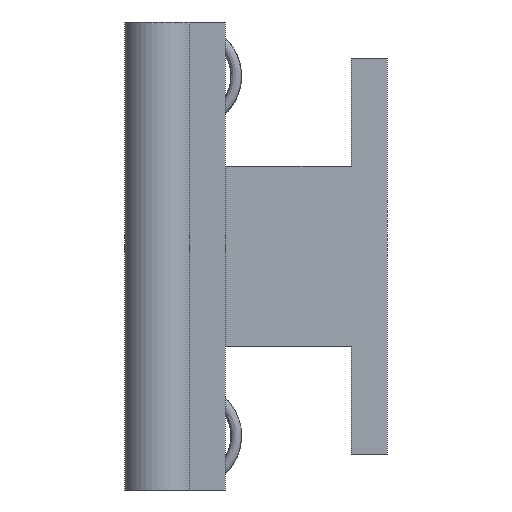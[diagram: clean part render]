
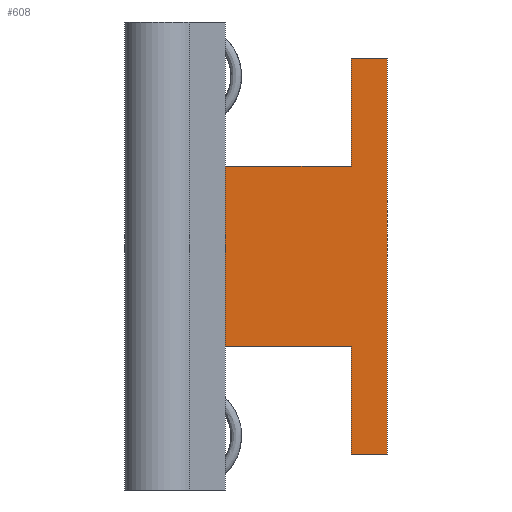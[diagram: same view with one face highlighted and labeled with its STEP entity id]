
A CAD part, left-side view. The second image highlights one B-rep face of the part: STEP entity #608.
In plain terms, the highlighted planar face has unit normal (-1, 0, 0).
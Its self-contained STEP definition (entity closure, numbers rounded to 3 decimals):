
#86=FACE_OUTER_BOUND('',#119,.T.);
#119=EDGE_LOOP('',(#504,#505,#506,#507,#508,#509,#510,#511));
#131=LINE('',#882,#191);
#139=LINE('',#897,#199);
#140=LINE('',#899,#200);
#142=LINE('',#904,#202);
#143=LINE('',#906,#203);
#180=LINE('',#1049,#240);
#181=LINE('',#1052,#241);
#182=LINE('',#1053,#242);
#191=VECTOR('',#708,10.);
#199=VECTOR('',#720,10.);
#200=VECTOR('',#723,10.);
#202=VECTOR('',#727,10.);
#203=VECTOR('',#728,10.);
#240=VECTOR('',#831,10.);
#241=VECTOR('',#834,10.);
#242=VECTOR('',#835,10.);
#250=VERTEX_POINT('',#878);
#252=VERTEX_POINT('',#881);
#256=VERTEX_POINT('',#893);
#257=VERTEX_POINT('',#895);
#259=VERTEX_POINT('',#902);
#260=VERTEX_POINT('',#905);
#297=VERTEX_POINT('',#1046);
#298=VERTEX_POINT('',#1051);
#307=EDGE_CURVE('',#250,#252,#131,.T.);
#315=EDGE_CURVE('',#256,#257,#139,.T.);
#316=EDGE_CURVE('',#252,#257,#140,.T.);
#318=EDGE_CURVE('',#250,#259,#142,.T.);
#319=EDGE_CURVE('',#260,#256,#143,.T.);
#374=EDGE_CURVE('',#297,#260,#180,.T.);
#375=EDGE_CURVE('',#297,#298,#181,.F.);
#376=EDGE_CURVE('',#298,#259,#182,.T.);
#504=ORIENTED_EDGE('',*,*,#375,.F.);
#505=ORIENTED_EDGE('',*,*,#374,.T.);
#506=ORIENTED_EDGE('',*,*,#319,.T.);
#507=ORIENTED_EDGE('',*,*,#315,.T.);
#508=ORIENTED_EDGE('',*,*,#316,.F.);
#509=ORIENTED_EDGE('',*,*,#307,.F.);
#510=ORIENTED_EDGE('',*,*,#318,.T.);
#511=ORIENTED_EDGE('',*,*,#376,.F.);
#576=PLANE('',#684);
#608=ADVANCED_FACE('',(#86),#576,.T.);
#684=AXIS2_PLACEMENT_3D('',#1050,#832,#833);
#708=DIRECTION('',(0.,-1.,0.));
#720=DIRECTION('',(0.,-1.,0.));
#723=DIRECTION('',(0.,0.,-1.));
#727=DIRECTION('',(0.,0.,-1.));
#728=DIRECTION('',(0.,0.,-1.));
#831=DIRECTION('',(0.,-1.,0.));
#832=DIRECTION('center_axis',(-1.,0.,0.));
#833=DIRECTION('ref_axis',(0.,0.,-1.));
#834=DIRECTION('',(0.,0.,-1.));
#835=DIRECTION('',(0.,-1.,0.));
#878=CARTESIAN_POINT('',(2.,-3.,5.5));
#881=CARTESIAN_POINT('',(2.,-4.,5.5));
#882=CARTESIAN_POINT('',(2.,-3.,5.5));
#893=CARTESIAN_POINT('',(2.,-3.,-5.5));
#895=CARTESIAN_POINT('',(2.,-4.,-5.5));
#897=CARTESIAN_POINT('',(2.,-3.,-5.5));
#899=CARTESIAN_POINT('',(2.,-4.,2.5));
#902=CARTESIAN_POINT('',(2.,-3.,2.5));
#904=CARTESIAN_POINT('',(2.,-3.,2.5));
#905=CARTESIAN_POINT('',(2.,-3.,-2.5));
#906=CARTESIAN_POINT('',(2.,-3.,2.5));
#1046=CARTESIAN_POINT('',(2.,0.5,-2.5));
#1049=CARTESIAN_POINT('',(2.,0.,-2.5));
#1050=CARTESIAN_POINT('Origin',(2.,0.,2.5));
#1051=CARTESIAN_POINT('',(2.,0.5,2.5));
#1052=CARTESIAN_POINT('',(2.,0.5,1.25));
#1053=CARTESIAN_POINT('',(2.,0.,2.5));
